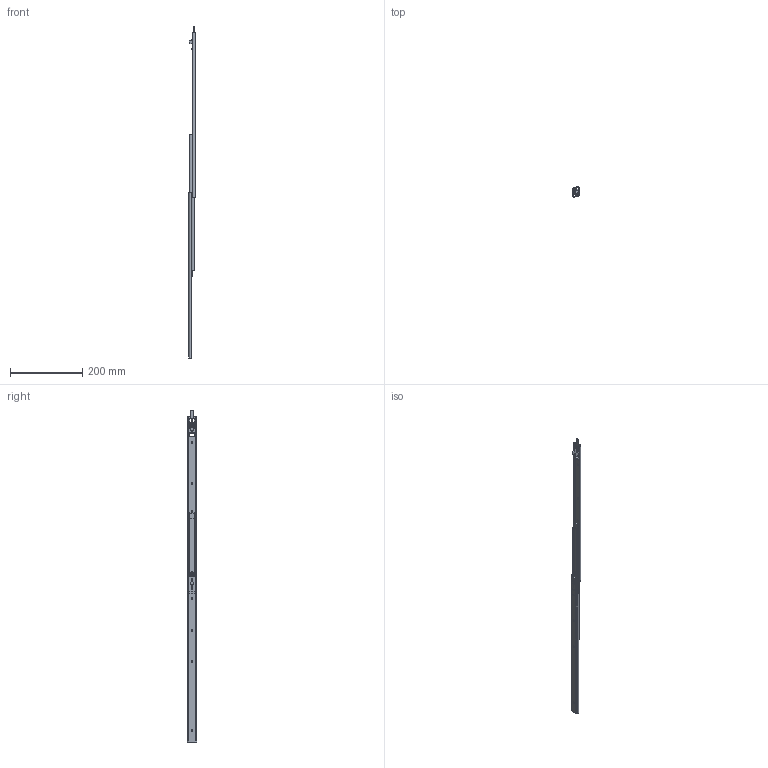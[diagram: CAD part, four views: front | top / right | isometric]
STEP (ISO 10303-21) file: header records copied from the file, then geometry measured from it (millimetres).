
FILE_DESCRIPTION (( 'STEP AP203' ), '1' );
FILE_NAME ('2731CL-18.STEP', '2021-01-25T06:41:32', ( '' ), ( '' ), 'SwSTEP 2.0', 'SolidWorks 2019', '' );
FILE_SCHEMA (( 'CONFIG_CONTROL_DESIGN' ));
Length unit declared in the file: millimetre
Products named in the file (7): 2731CL-18; PN258 ロック; OM-B 2731CL-18; OM-A2731CL-18; IM-2731CL-18; PN259 ピン（カシメ代無し）; PN257　レバー
Assembly tree (7 placements, depth 2):
  2731CL-18
    OM-A2731CL-18
    IM-2731CL-18  x2
    OM-B 2731CL-18
    PN258 ロック
    PN257　レバー
    PN259 ピン（カシメ代無し）
Bounding box: 19.1 x 27 x 919.8 mm (x, y, z)
Volume: 82549.4 mm3; surface area: 115612.3 mm2
Topology: 7 solids, 7 shells, 423 faces, 1188 edges, 770 vertices
Faces by surface type: cylinder 200, plane 199, torus 24
Entity records: 13024 total; most frequent: CARTESIAN_POINT 2335, DIRECTION 2127, ORIENTED_EDGE 2094, EDGE_CURVE 1047, AXIS2_PLACEMENT_3D 744, VERTEX_POINT 676, LINE 639, VECTOR 639
